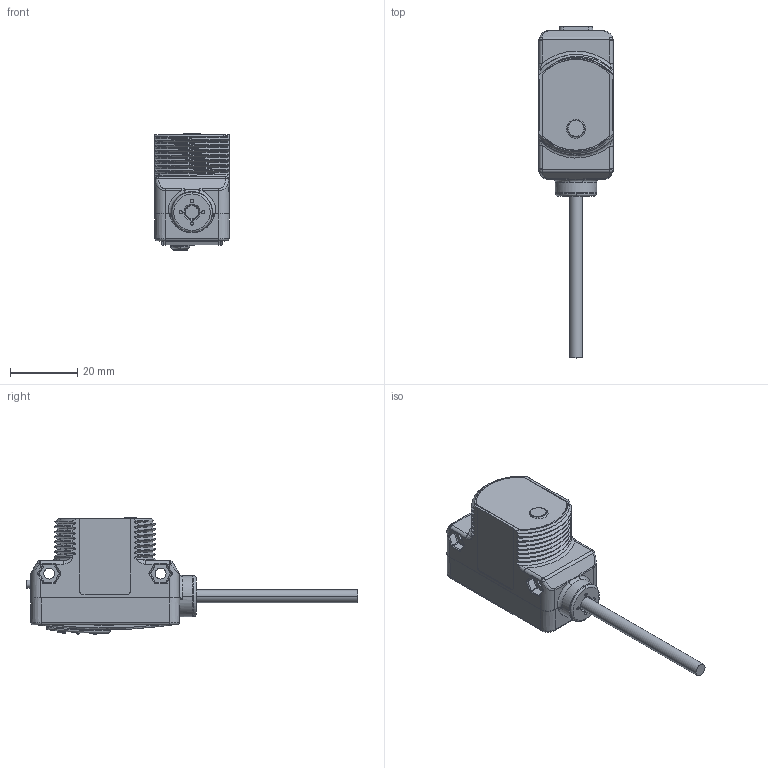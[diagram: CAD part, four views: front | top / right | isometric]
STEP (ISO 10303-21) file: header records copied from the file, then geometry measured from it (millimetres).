
FILE_DESCRIPTION((''),'2;1');
FILE_NAME('140582_SM01_ASM','2022-10-13T12:03:52',('PDMAdmin'),('BANNER ENGINEERING'),'CREO PARAMETRIC BY PTC INC, 2019292','CREO PARAMETRIC BY PTC INC, 2019292','');
FILE_SCHEMA(('CONFIG_CONTROL_DESIGN'));
Length unit declared in the file: millimetre
Products named in the file (3): 140582_EP01; ASSMEBLY_109228; 140582_SM01_ASM
Assembly tree (2 placements, depth 2):
  140582_SM01_ASM
    140582_EP01
    ASSMEBLY_109228
Bounding box: 22.14 x 98.38 x 34.91 mm (x, y, z)
Volume: 26032.2 mm3; surface area: 9138.6 mm2
Topology: 2 solids, 3 shells, 569 faces, 1361 edges, 818 vertices
Faces by surface type: cylinder 207, plane 140, bspline 108, torus 58, sphere 32, cone 16, extrusion 8
Entity records: 27116 total; most frequent: CARTESIAN_POINT 14660, ORIENTED_EDGE 2718, DIRECTION 2369, EDGE_CURVE 1359, AXIS2_PLACEMENT_3D 911, VERTEX_POINT 818, EDGE_LOOP 597, FACE_OUTER_BOUND 569
